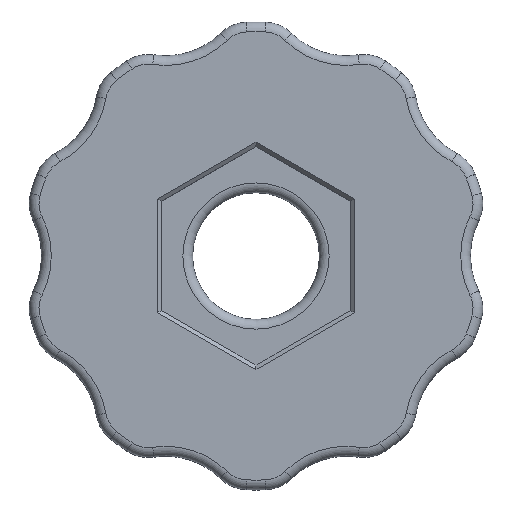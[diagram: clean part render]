
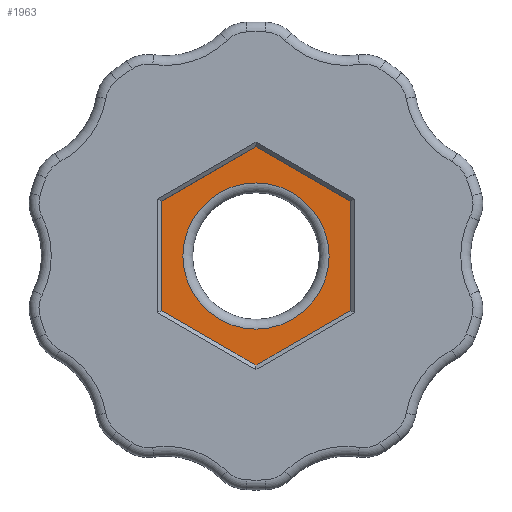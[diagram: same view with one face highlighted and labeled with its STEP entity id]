
A CAD part, top view. The second image highlights one B-rep face of the part: STEP entity #1963.
In plain terms, the highlighted planar face has unit normal (0, 0, 1).
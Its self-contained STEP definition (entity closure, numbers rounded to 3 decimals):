
#15=FACE_BOUND('',#357,.T.);
#18=PLANE('',#2129);
#34=LINE('',#3366,#105);
#35=LINE('',#3368,#106);
#36=LINE('',#3370,#107);
#37=LINE('',#3372,#108);
#38=LINE('',#3374,#109);
#39=LINE('',#3375,#110);
#105=VECTOR('',#2526,10.);
#106=VECTOR('',#2527,10.);
#107=VECTOR('',#2528,10.);
#108=VECTOR('',#2529,10.);
#109=VECTOR('',#2530,10.);
#110=VECTOR('',#2531,10.);
#218=FACE_OUTER_BOUND('',#356,.T.);
#356=EDGE_LOOP('',(#1253,#1254,#1255,#1256,#1257,#1258));
#357=EDGE_LOOP('',(#1259));
#495=CIRCLE('',#2123,3.75);
#742=VERTEX_POINT('',#3352);
#746=VERTEX_POINT('',#3364);
#747=VERTEX_POINT('',#3365);
#748=VERTEX_POINT('',#3367);
#749=VERTEX_POINT('',#3369);
#750=VERTEX_POINT('',#3371);
#751=VERTEX_POINT('',#3373);
#925=EDGE_CURVE('',#742,#742,#495,.T.);
#931=EDGE_CURVE('',#746,#747,#34,.T.);
#932=EDGE_CURVE('',#748,#746,#35,.T.);
#933=EDGE_CURVE('',#749,#748,#36,.T.);
#934=EDGE_CURVE('',#750,#749,#37,.T.);
#935=EDGE_CURVE('',#751,#750,#38,.T.);
#936=EDGE_CURVE('',#747,#751,#39,.T.);
#1253=ORIENTED_EDGE('',*,*,#931,.F.);
#1254=ORIENTED_EDGE('',*,*,#932,.F.);
#1255=ORIENTED_EDGE('',*,*,#933,.F.);
#1256=ORIENTED_EDGE('',*,*,#934,.F.);
#1257=ORIENTED_EDGE('',*,*,#935,.F.);
#1258=ORIENTED_EDGE('',*,*,#936,.F.);
#1259=ORIENTED_EDGE('',*,*,#925,.F.);
#1963=ADVANCED_FACE('',(#218,#15),#18,.F.);
#2123=AXIS2_PLACEMENT_3D('',#3353,#2511,#2512);
#2129=AXIS2_PLACEMENT_3D('',#3363,#2524,#2525);
#2511=DIRECTION('center_axis',(0.,0.,1.));
#2512=DIRECTION('ref_axis',(-1.,0.,0.));
#2524=DIRECTION('center_axis',(0.,0.,-1.));
#2525=DIRECTION('ref_axis',(-1.,0.,0.));
#2526=DIRECTION('',(0.866,-0.5,0.));
#2527=DIRECTION('',(0.866,0.5,0.));
#2528=DIRECTION('',(0.,1.,0.));
#2529=DIRECTION('',(-0.866,0.5,0.));
#2530=DIRECTION('',(-0.866,-0.5,0.));
#2531=DIRECTION('',(0.,-1.,0.));
#3352=CARTESIAN_POINT('',(3.75,0.,2.));
#3353=CARTESIAN_POINT('Origin',(0.,0.,2.));
#3363=CARTESIAN_POINT('Origin',(0.,0.,2.));
#3364=CARTESIAN_POINT('',(0.,5.6,2.));
#3365=CARTESIAN_POINT('',(4.85,2.8,2.));
#3366=CARTESIAN_POINT('',(4.85,2.8,2.));
#3367=CARTESIAN_POINT('',(-4.85,2.8,2.));
#3368=CARTESIAN_POINT('',(0.,5.6,2.));
#3369=CARTESIAN_POINT('',(-4.85,-2.8,2.));
#3370=CARTESIAN_POINT('',(-4.85,2.8,2.));
#3371=CARTESIAN_POINT('',(0.,-5.6,2.));
#3372=CARTESIAN_POINT('',(-4.85,-2.8,2.));
#3373=CARTESIAN_POINT('',(4.85,-2.8,2.));
#3374=CARTESIAN_POINT('',(0.,-5.6,2.));
#3375=CARTESIAN_POINT('',(4.85,-2.8,2.));
